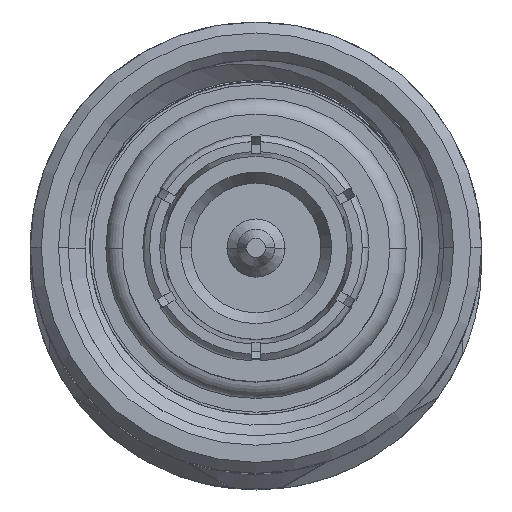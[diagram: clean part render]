
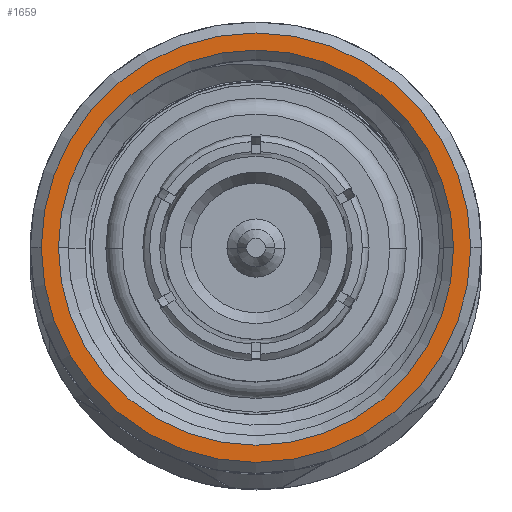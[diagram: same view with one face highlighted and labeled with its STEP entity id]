
A CAD part, top view. The second image highlights one B-rep face of the part: STEP entity #1659.
In plain terms, the highlighted face is planar.
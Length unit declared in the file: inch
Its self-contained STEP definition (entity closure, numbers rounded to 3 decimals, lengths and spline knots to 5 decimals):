
#108 = CIRCLE ( 'NONE', #1148, 0.20685 ) ;
#325 = ORIENTED_EDGE ( 'NONE', *, *, #2969, .T. ) ;
#886 = CARTESIAN_POINT ( 'NONE',  ( 0., 0., 0. ) ) ;
#1096 = DIRECTION ( 'NONE',  ( 0., 0., -1. ) ) ;
#1148 = AXIS2_PLACEMENT_3D ( 'NONE', #6088, #6605, #1096 ) ;
#1171 = PLANE ( 'NONE',  #5127 ) ;
#1196 = DIRECTION ( 'NONE',  ( 1., 0., 0. ) ) ;
#1219 = DIRECTION ( 'NONE',  ( 0., 0., -1. ) ) ;
#1431 = FACE_BOUND ( 'NONE', #6933, .T. ) ;
#1447 = DIRECTION ( 'NONE',  ( 1., 0., 0. ) ) ;
#1659 = ADVANCED_FACE ( 'NONE', ( #1431, #7064 ), #1171, .F. ) ;
#1674 = CIRCLE ( 'NONE', #1787, 0.22477 ) ;
#1787 = AXIS2_PLACEMENT_3D ( 'NONE', #3900, #2715, #3286 ) ;
#2073 = EDGE_LOOP ( 'NONE', ( #5599, #3120 ) ) ;
#2523 = CARTESIAN_POINT ( 'NONE',  ( 0., 0., -0.20685 ) ) ;
#2715 = DIRECTION ( 'NONE',  ( 1., 0., 0. ) ) ;
#2927 = CARTESIAN_POINT ( 'NONE',  ( 0., 0., 0.20685 ) ) ;
#2969 = EDGE_CURVE ( 'NONE', #5417, #4195, #4048, .T. ) ;
#3120 = ORIENTED_EDGE ( 'NONE', *, *, #3225, .F. ) ;
#3174 = CARTESIAN_POINT ( 'NONE',  ( 0., 0., 0.22477 ) ) ;
#3225 = EDGE_CURVE ( 'NONE', #3668, #4253, #1674, .T. ) ;
#3286 = DIRECTION ( 'NONE',  ( 0., 0., -1. ) ) ;
#3668 = VERTEX_POINT ( 'NONE', #3174 ) ;
#3844 = EDGE_CURVE ( 'NONE', #4253, #3668, #5765, .T. ) ;
#3900 = CARTESIAN_POINT ( 'NONE',  ( 0., 0., 0. ) ) ;
#4048 = CIRCLE ( 'NONE', #6996, 0.20685 ) ;
#4195 = VERTEX_POINT ( 'NONE', #2927 ) ;
#4221 = DIRECTION ( 'NONE',  ( 0., 0., -1. ) ) ;
#4242 = AXIS2_PLACEMENT_3D ( 'NONE', #886, #5316, #4834 ) ;
#4253 = VERTEX_POINT ( 'NONE', #4457 ) ;
#4457 = CARTESIAN_POINT ( 'NONE',  ( 0., 0., -0.22477 ) ) ;
#4834 = DIRECTION ( 'NONE',  ( 0., 0., -1. ) ) ;
#4874 = ORIENTED_EDGE ( 'NONE', *, *, #6169, .T. ) ;
#5127 = AXIS2_PLACEMENT_3D ( 'NONE', #5639, #1196, #1219 ) ;
#5316 = DIRECTION ( 'NONE',  ( 1., 0., 0. ) ) ;
#5417 = VERTEX_POINT ( 'NONE', #2523 ) ;
#5599 = ORIENTED_EDGE ( 'NONE', *, *, #3844, .F. ) ;
#5639 = CARTESIAN_POINT ( 'NONE',  ( 0., 0.23668, 0. ) ) ;
#5765 = CIRCLE ( 'NONE', #4242, 0.22477 ) ;
#6088 = CARTESIAN_POINT ( 'NONE',  ( 0., 0., 0. ) ) ;
#6169 = EDGE_CURVE ( 'NONE', #4195, #5417, #108, .T. ) ;
#6357 = CARTESIAN_POINT ( 'NONE',  ( 0., 0., 0. ) ) ;
#6605 = DIRECTION ( 'NONE',  ( 1., 0., 0. ) ) ;
#6933 = EDGE_LOOP ( 'NONE', ( #4874, #325 ) ) ;
#6996 = AXIS2_PLACEMENT_3D ( 'NONE', #6357, #1447, #4221 ) ;
#7064 = FACE_OUTER_BOUND ( 'NONE', #2073, .T. ) ;
